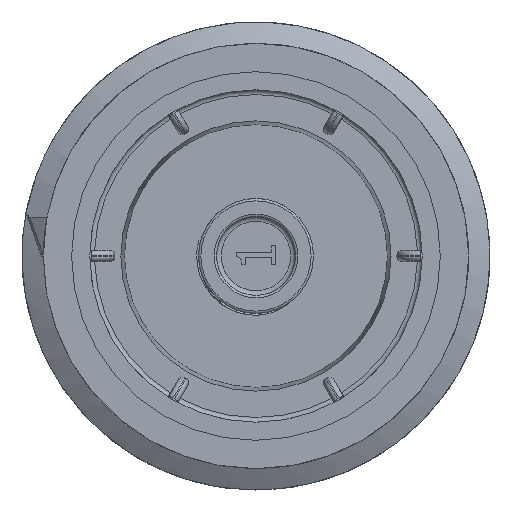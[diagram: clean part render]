
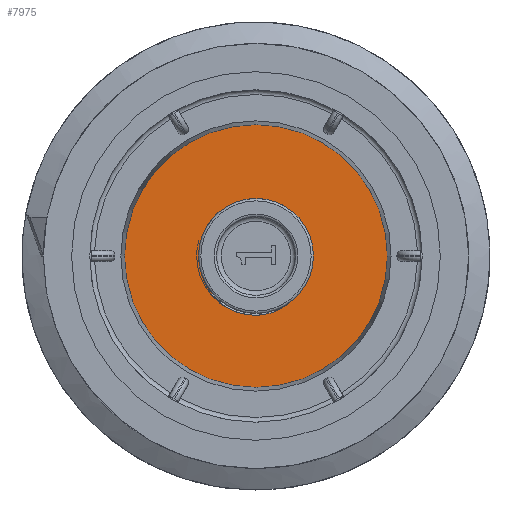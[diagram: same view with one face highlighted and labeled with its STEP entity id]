
A CAD part, left-side view. The second image highlights one B-rep face of the part: STEP entity #7975.
In plain terms, the highlighted planar face has unit normal (-1, 0, 0).
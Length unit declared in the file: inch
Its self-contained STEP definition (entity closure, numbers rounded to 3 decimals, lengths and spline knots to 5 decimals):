
#6657=CARTESIAN_POINT('',(2.375,0.00076,0.32626));
#6658=VERTEX_POINT('',#6657);
#6738=CARTESIAN_POINT('',(2.375,0.20172,-0.31732));
#6739=VERTEX_POINT('',#6738);
#6740=CARTESIAN_POINT('',(2.375,0.00077,0.32627));
#6741=CARTESIAN_POINT('',(2.375,0.01082,0.32685));
#6742=CARTESIAN_POINT('',(2.375,0.02087,0.32696));
#6743=CARTESIAN_POINT('',(2.375,0.0309,0.32661));
#6744=CARTESIAN_POINT('',(2.375,0.08597,0.32466));
#6745=CARTESIAN_POINT('',(2.375,0.14049,0.30853));
#6746=CARTESIAN_POINT('',(2.375,0.18801,0.28048));
#6747=CARTESIAN_POINT('',(2.375,0.2369,0.25162));
#6748=CARTESIAN_POINT('',(2.375,0.2782,0.21028));
#6749=CARTESIAN_POINT('',(2.375,0.30736,0.16161));
#6750=CARTESIAN_POINT('',(2.375,0.33733,0.11158));
#6751=CARTESIAN_POINT('',(2.375,0.35438,0.05386));
#6752=CARTESIAN_POINT('',(2.375,0.35683,-0.00433));
#6753=CARTESIAN_POINT('',(2.375,0.35934,-0.06407));
#6754=CARTESIAN_POINT('',(2.375,0.34646,-0.1246));
#6755=CARTESIAN_POINT('',(2.375,0.32011,-0.17836));
#6756=CARTESIAN_POINT('',(2.375,0.2931,-0.23348));
#6757=CARTESIAN_POINT('',(2.375,0.25201,-0.2816));
#6758=CARTESIAN_POINT('',(2.375,0.20172,-0.31732));
#6759=B_SPLINE_CURVE_WITH_KNOTS('',3,(#6740,#6741,#6742,#6743,#6744,#6745,#6746,#6747,#6748,#6749,#6750,#6751,#6752,#6753,#6754,#6755,#6756,#6757,#6758),.UNSPECIFIED.,.F.,.U.,(4,3,3,3,3,3,4),(-2.30834,-2.23145,-1.80922,-1.37489,-0.92842,-0.47002,0.0),.UNSPECIFIED.);
#6760=EDGE_CURVE('',#6658,#6739,#6759,.T.);
#7159=CARTESIAN_POINT('',(2.375,-0.16374,0.28241));
#7160=VERTEX_POINT('',#7159);
#7240=CARTESIAN_POINT('',(2.375,-0.16375,0.28243));
#7241=CARTESIAN_POINT('',(2.375,-0.16002,0.28459));
#7242=CARTESIAN_POINT('',(2.375,-0.15626,0.28667));
#7243=CARTESIAN_POINT('',(2.375,-0.15246,0.28867));
#7244=CARTESIAN_POINT('',(2.375,-0.10546,0.31342));
#7245=CARTESIAN_POINT('',(2.375,-0.05243,0.32644));
#7246=CARTESIAN_POINT('',(2.375,0.00076,0.32626));
#7247=B_SPLINE_CURVE_WITH_KNOTS('',3,(#7240,#7241,#7242,#7243,#7244,#7245,#7246),.UNSPECIFIED.,.F.,.U.,(4,3,4),(-0.43813,-0.40534,0.0),.UNSPECIFIED.);
#7248=EDGE_CURVE('',#7160,#6658,#7247,.T.);
#7556=CARTESIAN_POINT('',(2.375,-0.05365,-0.37217));
#7557=VERTEX_POINT('',#7556);
#7763=CARTESIAN_POINT('',(2.375,-0.05365,-0.3722));
#7764=CARTESIAN_POINT('',(2.375,-0.11388,-0.36021));
#7765=CARTESIAN_POINT('',(2.375,-0.17094,-0.33323));
#7766=CARTESIAN_POINT('',(2.375,-0.21812,-0.29406));
#7767=CARTESIAN_POINT('',(2.375,-0.26407,-0.25591));
#7768=CARTESIAN_POINT('',(2.375,-0.30037,-0.2064));
#7769=CARTESIAN_POINT('',(2.375,-0.32257,-0.15111));
#7770=CARTESIAN_POINT('',(2.375,-0.34419,-0.09727));
#7771=CARTESIAN_POINT('',(2.375,-0.35235,-0.03798));
#7772=CARTESIAN_POINT('',(2.375,-0.34575,0.01952));
#7773=CARTESIAN_POINT('',(2.375,-0.33933,0.07544));
#7774=CARTESIAN_POINT('',(2.375,-0.3189,0.12994));
#7775=CARTESIAN_POINT('',(2.375,-0.28662,0.17607));
#7776=CARTESIAN_POINT('',(2.375,-0.25528,0.22087));
#7777=CARTESIAN_POINT('',(2.375,-0.21281,0.25785));
#7778=CARTESIAN_POINT('',(2.375,-0.16374,0.28241));
#7779=B_SPLINE_CURVE_WITH_KNOTS('',3,(#7763,#7764,#7765,#7766,#7767,#7768,#7769,#7770,#7771,#7772,#7773,#7774,#7775,#7776,#7777,#7778),.UNSPECIFIED.,.F.,.U.,(4,3,3,3,3,4),(-2.21261,-1.74582,-1.29127,-0.84861,-0.4181,0.0),.UNSPECIFIED.);
#7780=EDGE_CURVE('',#7557,#7160,#7779,.T.);
#7808=CARTESIAN_POINT('',(2.375,0.0,0.0));
#7809=DIRECTION('',(1.0,0.0,0.0));
#7810=DIRECTION('',(0.0,1.0,0.0));
#7811=AXIS2_PLACEMENT_3D('',#7808,#7809,#7810);
#7812=CIRCLE('',#7811,0.37602);
#7813=EDGE_CURVE('',#7557,#6739,#7812,.T.);
#7953=CARTESIAN_POINT('',(2.375,0.60517,0.0));
#7954=DIRECTION('',(-1.0,0.0,0.0));
#7955=DIRECTION('',(0.0,0.0,1.0));
#7956=AXIS2_PLACEMENT_3D('',#7953,#7954,#7955);
#7957=PLANE('',#7956);
#7958=CARTESIAN_POINT('',(2.375,0.83432,0.0));
#7959=VERTEX_POINT('',#7958);
#7960=CARTESIAN_POINT('',(2.375,0.0,0.0));
#7961=DIRECTION('',(1.0,0.0,0.0));
#7962=DIRECTION('',(0.0,1.0,0.0));
#7963=AXIS2_PLACEMENT_3D('',#7960,#7961,#7962);
#7964=CIRCLE('',#7963,0.83432);
#7965=EDGE_CURVE('',#7959,#7959,#7964,.T.);
#7966=ORIENTED_EDGE('',*,*,#7965,.F.);
#7967=EDGE_LOOP('',(#7966));
#7968=FACE_OUTER_BOUND('',#7967,.T.);
#7969=ORIENTED_EDGE('',*,*,#7813,.T.);
#7970=ORIENTED_EDGE('',*,*,#6760,.F.);
#7971=ORIENTED_EDGE('',*,*,#7248,.F.);
#7972=ORIENTED_EDGE('',*,*,#7780,.F.);
#7973=EDGE_LOOP('',(#7969,#7970,#7971,#7972));
#7974=FACE_BOUND('',#7973,.T.);
#7975=ADVANCED_FACE('',(#7968,#7974),#7957,.T.);
